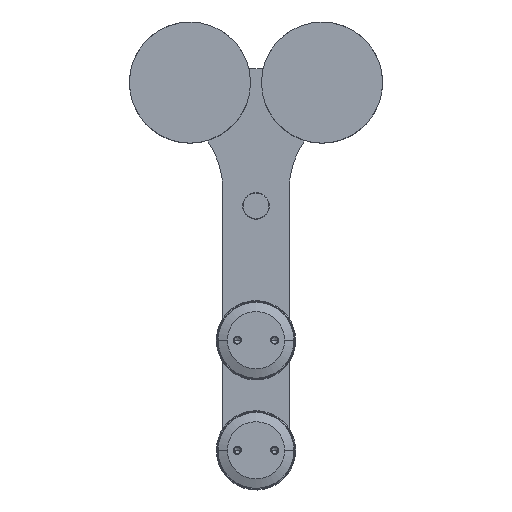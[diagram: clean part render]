
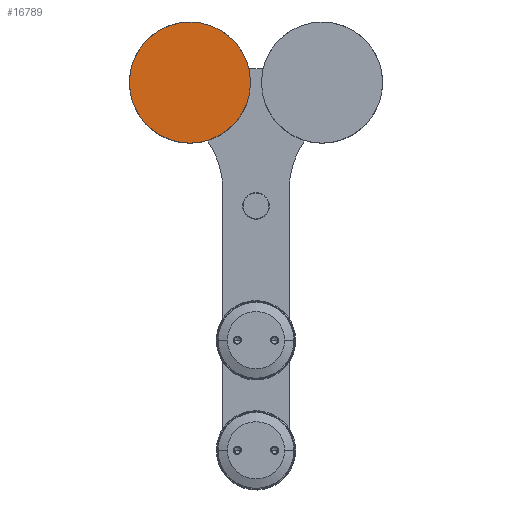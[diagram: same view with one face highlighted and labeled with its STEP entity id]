
A CAD part, top view. The second image highlights one B-rep face of the part: STEP entity #16789.
In plain terms, the highlighted planar face has unit normal (0, 0, 1).
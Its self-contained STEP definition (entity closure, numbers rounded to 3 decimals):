
#295 = CARTESIAN_POINT ( 'NONE',  ( 0., 27.5, 21. ) ) ;
#756 = PLANE ( 'NONE',  #30940 ) ;
#5662 = VERTEX_POINT ( 'NONE', #25490 ) ;
#6009 = AXIS2_PLACEMENT_3D ( 'NONE', #30414, #9157, #44513 ) ;
#8030 = DIRECTION ( 'NONE',  ( 0., 0., -1. ) ) ;
#9157 = DIRECTION ( 'NONE',  ( 0., 0., -1. ) ) ;
#10595 = EDGE_LOOP ( 'NONE', ( #42221, #35406 ) ) ;
#16789 = ADVANCED_FACE ( 'NONE', ( #24224 ), #756, .T. ) ;
#17421 = CIRCLE ( 'NONE', #45274, 27.5 ) ;
#19802 = VERTEX_POINT ( 'NONE', #27910 ) ;
#22851 = CARTESIAN_POINT ( 'NONE',  ( 0., 0., 21. ) ) ;
#24224 = FACE_OUTER_BOUND ( 'NONE', #10595, .T. ) ;
#25396 = DIRECTION ( 'NONE',  ( 0., -1., 0. ) ) ;
#25490 = CARTESIAN_POINT ( 'NONE',  ( 0., -27.5, 21. ) ) ;
#27910 = CARTESIAN_POINT ( 'NONE',  ( 0., 27.5, 21. ) ) ;
#29306 = DIRECTION ( 'NONE',  ( 0., 1., 0. ) ) ;
#30414 = CARTESIAN_POINT ( 'NONE',  ( 0., 0., 21. ) ) ;
#30940 = AXIS2_PLACEMENT_3D ( 'NONE', #295, #36380, #25396 ) ;
#31892 = CIRCLE ( 'NONE', #6009, 27.5 ) ;
#33282 = EDGE_CURVE ( 'NONE', #19802, #5662, #17421, .T. ) ;
#34463 = EDGE_CURVE ( 'NONE', #5662, #19802, #31892, .T. ) ;
#35406 = ORIENTED_EDGE ( 'NONE', *, *, #34463, .F. ) ;
#36380 = DIRECTION ( 'NONE',  ( 0., 0., 1. ) ) ;
#42221 = ORIENTED_EDGE ( 'NONE', *, *, #33282, .F. ) ;
#44513 = DIRECTION ( 'NONE',  ( 0., 1., 0. ) ) ;
#45274 = AXIS2_PLACEMENT_3D ( 'NONE', #22851, #8030, #29306 ) ;
